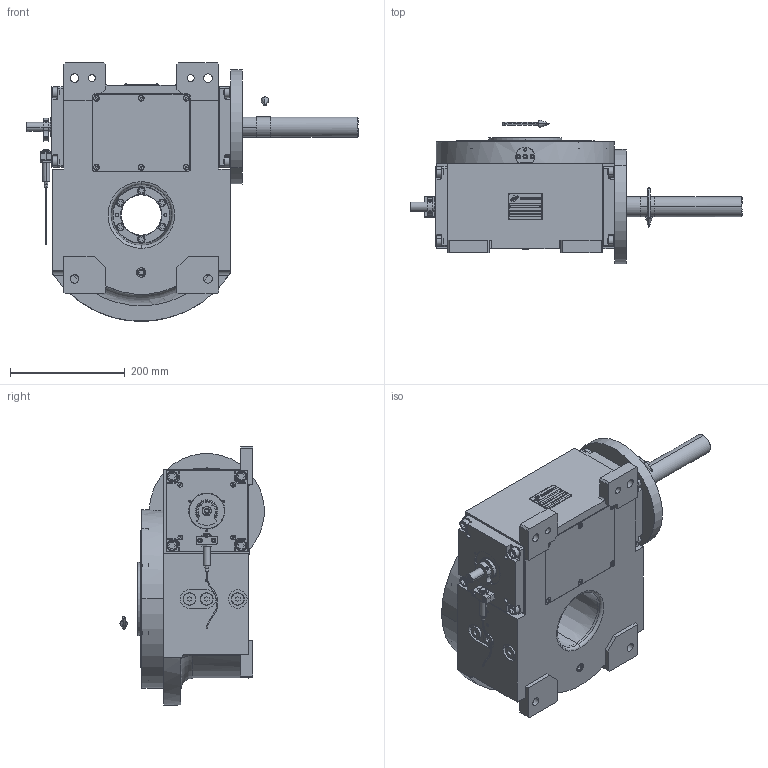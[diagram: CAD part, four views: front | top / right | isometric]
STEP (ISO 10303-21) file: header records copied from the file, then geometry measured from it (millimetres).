
FILE_DESCRIPTION (( 'STEP AP203' ), '1' );
FILE_NAME ('PC5201168.step', '2026-03-18T14:50:37', ( '' ), ( '' ), 'SwSTEP 2.0', 'SolidWorks 2020', '' );
FILE_SCHEMA (( 'CONFIG_CONTROL_DESIGN' ));
Length unit declared in the file: millimetre
Products named in the file (90): AS_rig09_004; AS_rig09_010_s_006; rig09_003_8; CFN2010_01_020.stp; AS_900_38_11_06_4; cfn2276_01_056; rig09_010_s_006; CFN2223_02_004.stp; cfn2000_01_081; olio_agip_blasia_150; RIG09_005_ASM.stp; cfn2003_01_054; cfn2104_01_018; cfn2205_01_015; rig09_004; cfn2000_01_099; rig09_071_8_m.stp; cfn2000_01_126; cfn2151_01_167; AS_rig09_071_8_m; 900_38_30_003; cfn2400_04_003; AS_rig09_017; cfn2401_01_003; cfn2000_01_161; freccia_angolare_albero; cfn2155_01_095; CFN2000_01_185.stp; CFN2203_02_002.stp; cfn2077_01_036; cfn2476_01_002_60x46; rig09_002_s_022; cfn2001_02_002; CFN2010_02_002.stp; rig09_007_master; cfn2070_05_009; cfn2115_02_057; PC5201168; CFN2356_03_053.stp; cfn2128_19_002 ...
Assembly tree (82 placements, depth 5):
  CFN2010_01_020.stp
  cfn2276_01_056
  CFN2223_02_004.stp
  olio_agip_blasia_150
  cfn2205_01_015
Bounding box: 577.5 x 250.62 x 450 mm (x, y, z)
Volume: 5444220.2 mm3; surface area: 1347265.7 mm2
Topology: 71 solids, 73 shells, 2289 faces, 5604 edges, 3594 vertices
Faces by surface type: plane 1151, cylinder 747, cone 352, torus 31, bspline 4, sphere 4
Entity records: 77386 total; most frequent: CARTESIAN_POINT 15756, DIRECTION 11091, ORIENTED_EDGE 10524, EDGE_CURVE 5264, AXIS2_PLACEMENT_3D 3864, VERTEX_POINT 3425, VECTOR 3363, LINE 3363
